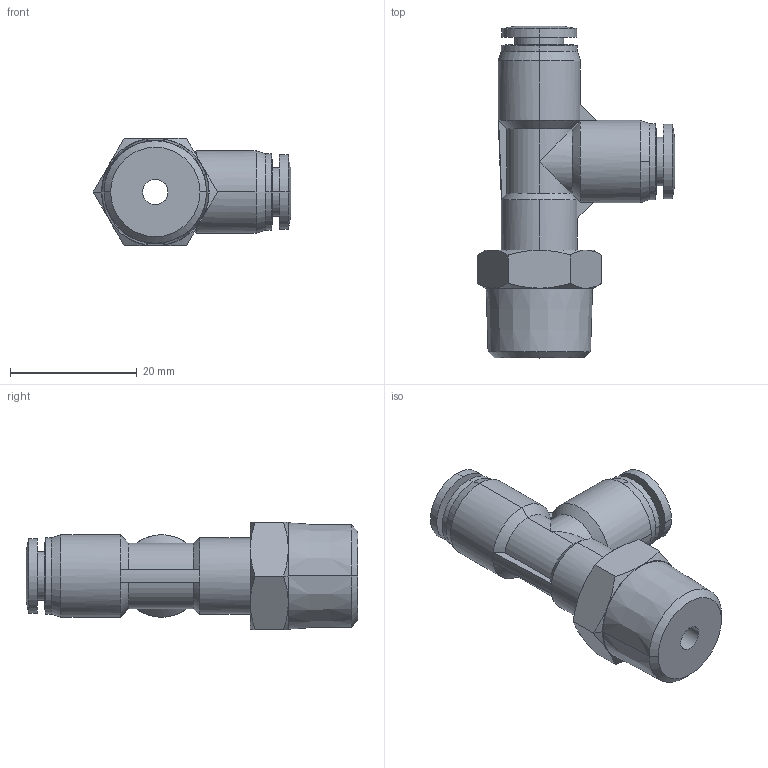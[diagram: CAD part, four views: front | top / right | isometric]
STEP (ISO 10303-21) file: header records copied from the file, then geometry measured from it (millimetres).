
FILE_DESCRIPTION (( 'STEP AP214' ), '1' );
FILE_NAME ('MRT6M-38R.step', '2016-02-24T20:43:08', ( '' ), ( '' ), 'SwSTEP 2.0', 'SolidWorks 2015', '' );
FILE_SCHEMA (( 'AUTOMOTIVE_DESIGN' ));
Length unit declared in the file: inch
Products named in the file (1): MRT6M-38R
Bounding box: 31.21 x 52.4 x 17 mm (x, y, z)
Volume: 8112.4 mm3; surface area: 4715.3 mm2
Topology: 1 solids, 1 shells, 100 faces, 236 edges, 145 vertices
Faces by surface type: cone 38, cylinder 32, plane 25, torus 4, bspline 1
Entity records: 4470 total; most frequent: CARTESIAN_POINT 872, DIRECTION 479, ORIENTED_EDGE 472, EDGE_CURVE 236, AXIS2_PLACEMENT_3D 201, VERTEX_POINT 145, EDGE_LOOP 111, LENGTH_MEASURE_WITH_UNIT 103
